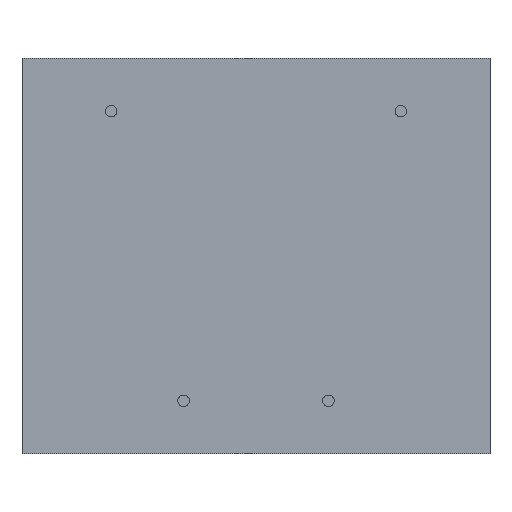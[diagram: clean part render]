
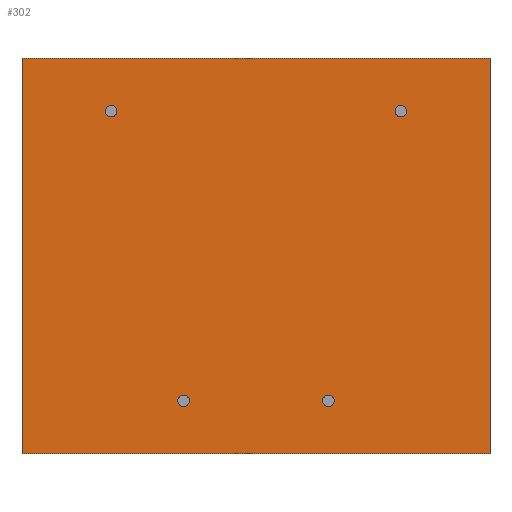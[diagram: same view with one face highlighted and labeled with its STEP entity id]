
A CAD part, front view. The second image highlights one B-rep face of the part: STEP entity #302.
In plain terms, the highlighted planar face has unit normal (0, -1, 0).
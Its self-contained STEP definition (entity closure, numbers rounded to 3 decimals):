
#9 = EDGE_CURVE ( 'NONE', #141, #345, #315, .T. ) ;
#26 = EDGE_LOOP ( 'NONE', ( #189, #412 ) ) ;
#34 = DIRECTION ( 'NONE',  ( -1., 0., 0. ) ) ;
#39 = CARTESIAN_POINT ( 'NONE',  ( 16.15, -15.1, 13.65 ) ) ;
#41 = EDGE_CURVE ( 'NONE', #117, #63, #330, .T. ) ;
#42 = LINE ( 'NONE', #186, #557 ) ;
#44 = CARTESIAN_POINT ( 'NONE',  ( 5., -15.1, -10. ) ) ;
#51 = DIRECTION ( 'NONE',  ( 0., -1., 0. ) ) ;
#57 = LINE ( 'NONE', #649, #602 ) ;
#60 = VERTEX_POINT ( 'NONE', #590 ) ;
#63 = VERTEX_POINT ( 'NONE', #371 ) ;
#67 = EDGE_CURVE ( 'NONE', #401, #270, #469, .T. ) ;
#71 = EDGE_CURVE ( 'NONE', #529, #152, #614, .T. ) ;
#78 = AXIS2_PLACEMENT_3D ( 'NONE', #230, #660, #651 ) ;
#82 = CARTESIAN_POINT ( 'NONE',  ( 16.15, -15.1, 13.65 ) ) ;
#91 = CARTESIAN_POINT ( 'NONE',  ( 5., -15.1, -9.6 ) ) ;
#92 = CIRCLE ( 'NONE', #512, 0.4 ) ;
#97 = ORIENTED_EDGE ( 'NONE', *, *, #510, .F. ) ;
#117 = VERTEX_POINT ( 'NONE', #483 ) ;
#122 = DIRECTION ( 'NONE',  ( 0., 0., 1. ) ) ;
#141 = VERTEX_POINT ( 'NONE', #534 ) ;
#145 = AXIS2_PLACEMENT_3D ( 'NONE', #151, #306, #577 ) ;
#150 = AXIS2_PLACEMENT_3D ( 'NONE', #278, #318, #122 ) ;
#151 = CARTESIAN_POINT ( 'NONE',  ( -5., -15.1, -10. ) ) ;
#152 = VERTEX_POINT ( 'NONE', #539 ) ;
#170 = DIRECTION ( 'NONE',  ( 0., -1., 0. ) ) ;
#172 = CARTESIAN_POINT ( 'NONE',  ( 10., -15.1, 10. ) ) ;
#181 = AXIS2_PLACEMENT_3D ( 'NONE', #478, #481, #281 ) ;
#183 = VECTOR ( 'NONE', #592, 1000. ) ;
#186 = CARTESIAN_POINT ( 'NONE',  ( 16.15, -15.1, -13.65 ) ) ;
#189 = ORIENTED_EDGE ( 'NONE', *, *, #67, .F. ) ;
#198 = CARTESIAN_POINT ( 'NONE',  ( 10., -15.1, 10. ) ) ;
#214 = FACE_BOUND ( 'NONE', #391, .T. ) ;
#221 = AXIS2_PLACEMENT_3D ( 'NONE', #198, #51, #505 ) ;
#229 = CARTESIAN_POINT ( 'NONE',  ( -16.15, -15.1, 13.65 ) ) ;
#230 = CARTESIAN_POINT ( 'NONE',  ( -10., -15.1, 10. ) ) ;
#233 = CARTESIAN_POINT ( 'NONE',  ( 5., -15.1, -10.4 ) ) ;
#234 = DIRECTION ( 'NONE',  ( 0., 0., 1. ) ) ;
#235 = EDGE_CURVE ( 'NONE', #63, #357, #42, .T. ) ;
#257 = DIRECTION ( 'NONE',  ( 0., -1., 0. ) ) ;
#263 = ORIENTED_EDGE ( 'NONE', *, *, #626, .F. ) ;
#270 = VERTEX_POINT ( 'NONE', #233 ) ;
#273 = EDGE_LOOP ( 'NONE', ( #427, #97 ) ) ;
#275 = FACE_BOUND ( 'NONE', #26, .T. ) ;
#276 = DIRECTION ( 'NONE',  ( 0., 0., -1. ) ) ;
#278 = CARTESIAN_POINT ( 'NONE',  ( 5., -15.1, -10. ) ) ;
#281 = DIRECTION ( 'NONE',  ( 0., 0., 1. ) ) ;
#291 = CARTESIAN_POINT ( 'NONE',  ( -5., -15.1, -10.4 ) ) ;
#300 = EDGE_CURVE ( 'NONE', #317, #357, #57, .T. ) ;
#301 = CIRCLE ( 'NONE', #145, 0.4 ) ;
#302 = ADVANCED_FACE ( 'NONE', ( #214, #275, #484, #348, #419 ), #381, .F. ) ;
#306 = DIRECTION ( 'NONE',  ( 0., -1., 0. ) ) ;
#312 = DIRECTION ( 'NONE',  ( 0., 0., 1. ) ) ;
#313 = ORIENTED_EDGE ( 'NONE', *, *, #300, .T. ) ;
#315 = CIRCLE ( 'NONE', #467, 0.4 ) ;
#317 = VERTEX_POINT ( 'NONE', #229 ) ;
#318 = DIRECTION ( 'NONE',  ( 0., -1., 0. ) ) ;
#330 = LINE ( 'NONE', #579, #639 ) ;
#332 = DIRECTION ( 'NONE',  ( 0., 0., -1. ) ) ;
#340 = VERTEX_POINT ( 'NONE', #291 ) ;
#343 = CARTESIAN_POINT ( 'NONE',  ( -16.15, -15.1, -13.65 ) ) ;
#344 = EDGE_CURVE ( 'NONE', #340, #60, #301, .T. ) ;
#345 = VERTEX_POINT ( 'NONE', #431 ) ;
#348 = FACE_BOUND ( 'NONE', #587, .T. ) ;
#357 = VERTEX_POINT ( 'NONE', #343 ) ;
#358 = ORIENTED_EDGE ( 'NONE', *, *, #71, .F. ) ;
#368 = EDGE_CURVE ( 'NONE', #117, #317, #504, .T. ) ;
#369 = ORIENTED_EDGE ( 'NONE', *, *, #235, .F. ) ;
#371 = CARTESIAN_POINT ( 'NONE',  ( 16.15, -15.1, -13.65 ) ) ;
#381 = PLANE ( 'NONE',  #488 ) ;
#384 = CIRCLE ( 'NONE', #588, 0.4 ) ;
#390 = DIRECTION ( 'NONE',  ( 0., -1., 0. ) ) ;
#391 = EDGE_LOOP ( 'NONE', ( #263, #585 ) ) ;
#401 = VERTEX_POINT ( 'NONE', #91 ) ;
#402 = EDGE_LOOP ( 'NONE', ( #313, #369, #449, #416 ) ) ;
#408 = CARTESIAN_POINT ( 'NONE',  ( -5., -15.1, -10. ) ) ;
#412 = ORIENTED_EDGE ( 'NONE', *, *, #426, .F. ) ;
#416 = ORIENTED_EDGE ( 'NONE', *, *, #368, .T. ) ;
#419 = FACE_OUTER_BOUND ( 'NONE', #402, .T. ) ;
#426 = EDGE_CURVE ( 'NONE', #270, #401, #92, .T. ) ;
#427 = ORIENTED_EDGE ( 'NONE', *, *, #9, .F. ) ;
#431 = CARTESIAN_POINT ( 'NONE',  ( 10., -15.1, 9.6 ) ) ;
#444 = EDGE_CURVE ( 'NONE', #152, #529, #633, .T. ) ;
#449 = ORIENTED_EDGE ( 'NONE', *, *, #41, .F. ) ;
#453 = CARTESIAN_POINT ( 'NONE',  ( -10., -15.1, 9.6 ) ) ;
#467 = AXIS2_PLACEMENT_3D ( 'NONE', #172, #170, #527 ) ;
#469 = CIRCLE ( 'NONE', #150, 0.4 ) ;
#478 = CARTESIAN_POINT ( 'NONE',  ( -10., -15.1, 10. ) ) ;
#481 = DIRECTION ( 'NONE',  ( 0., -1., 0. ) ) ;
#483 = CARTESIAN_POINT ( 'NONE',  ( 16.15, -15.1, 13.65 ) ) ;
#484 = FACE_BOUND ( 'NONE', #273, .T. ) ;
#488 = AXIS2_PLACEMENT_3D ( 'NONE', #82, #552, #653 ) ;
#504 = LINE ( 'NONE', #39, #183 ) ;
#505 = DIRECTION ( 'NONE',  ( 0., 0., 1. ) ) ;
#510 = EDGE_CURVE ( 'NONE', #345, #141, #613, .T. ) ;
#512 = AXIS2_PLACEMENT_3D ( 'NONE', #44, #390, #234 ) ;
#527 = DIRECTION ( 'NONE',  ( 0., 0., 1. ) ) ;
#529 = VERTEX_POINT ( 'NONE', #453 ) ;
#534 = CARTESIAN_POINT ( 'NONE',  ( 10., -15.1, 10.4 ) ) ;
#539 = CARTESIAN_POINT ( 'NONE',  ( -10., -15.1, 10.4 ) ) ;
#552 = DIRECTION ( 'NONE',  ( 0., 1., 0. ) ) ;
#557 = VECTOR ( 'NONE', #34, 1000. ) ;
#577 = DIRECTION ( 'NONE',  ( 0., 0., 1. ) ) ;
#579 = CARTESIAN_POINT ( 'NONE',  ( 16.15, -15.1, 13.65 ) ) ;
#585 = ORIENTED_EDGE ( 'NONE', *, *, #344, .F. ) ;
#587 = EDGE_LOOP ( 'NONE', ( #630, #358 ) ) ;
#588 = AXIS2_PLACEMENT_3D ( 'NONE', #408, #257, #312 ) ;
#590 = CARTESIAN_POINT ( 'NONE',  ( -5., -15.1, -9.6 ) ) ;
#592 = DIRECTION ( 'NONE',  ( -1., 0., 0. ) ) ;
#602 = VECTOR ( 'NONE', #332, 1000. ) ;
#613 = CIRCLE ( 'NONE', #221, 0.4 ) ;
#614 = CIRCLE ( 'NONE', #181, 0.4 ) ;
#626 = EDGE_CURVE ( 'NONE', #60, #340, #384, .T. ) ;
#630 = ORIENTED_EDGE ( 'NONE', *, *, #444, .F. ) ;
#633 = CIRCLE ( 'NONE', #78, 0.4 ) ;
#639 = VECTOR ( 'NONE', #276, 1000. ) ;
#649 = CARTESIAN_POINT ( 'NONE',  ( -16.15, -15.1, 13.65 ) ) ;
#651 = DIRECTION ( 'NONE',  ( 0., 0., 1. ) ) ;
#653 = DIRECTION ( 'NONE',  ( 0., 0., 1. ) ) ;
#660 = DIRECTION ( 'NONE',  ( 0., -1., 0. ) ) ;
